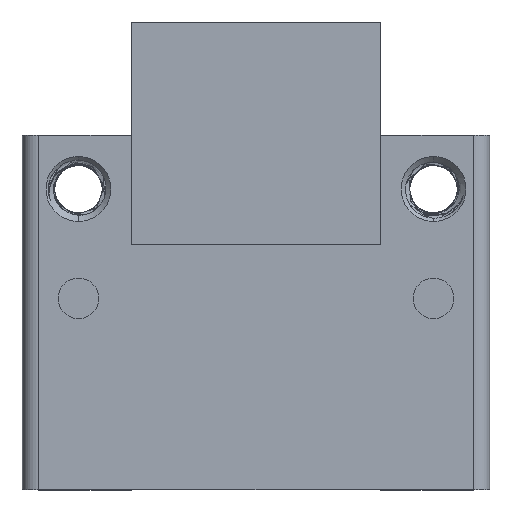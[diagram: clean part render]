
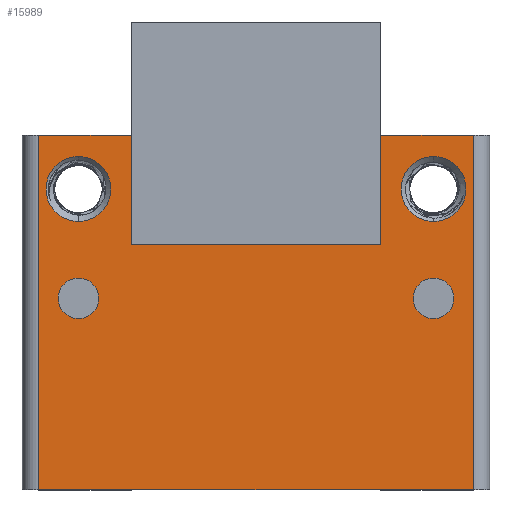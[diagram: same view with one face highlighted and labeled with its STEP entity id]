
A CAD part, top view. The second image highlights one B-rep face of the part: STEP entity #15989.
In plain terms, the highlighted planar face has unit normal (0, 0, 1).
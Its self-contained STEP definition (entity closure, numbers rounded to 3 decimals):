
#2202=DIRECTION('',(1.,0.,0.));
#2203=VECTOR('',#2202,2.29);
#2204=CARTESIAN_POINT('',(3.075,0.,0.));
#2205=LINE('',#2204,#2203);
#2236=DIRECTION('',(1.,0.,0.));
#2237=VECTOR('',#2236,10.73);
#2238=CARTESIAN_POINT('',(-5.365,-8.74,0.));
#2239=LINE('',#2238,#2237);
#2240=DIRECTION('',(-1.,0.,0.));
#2241=VECTOR('',#2240,6.15);
#2242=CARTESIAN_POINT('',(3.075,-2.68,0.));
#2243=LINE('',#2242,#2241);
#2244=DIRECTION('',(0.,-1.,0.));
#2245=VECTOR('',#2244,2.68);
#2246=CARTESIAN_POINT('',(3.075,0.,0.));
#2247=LINE('',#2246,#2245);
#2248=CARTESIAN_POINT('',(-4.38,-4.02,0.));
#2249=DIRECTION('',(0.,0.,-1.));
#2250=DIRECTION('',(0.,1.,0.));
#2251=AXIS2_PLACEMENT_3D('',#2248,#2249,#2250);
#2253=CARTESIAN_POINT('',(-4.38,-4.02,0.));
#2254=DIRECTION('',(0.,0.,-1.));
#2255=DIRECTION('',(0.,-1.,0.));
#2256=AXIS2_PLACEMENT_3D('',#2253,#2254,#2255);
#2258=CARTESIAN_POINT('',(4.38,-4.02,0.));
#2259=DIRECTION('',(0.,0.,-1.));
#2260=DIRECTION('',(0.,1.,0.));
#2261=AXIS2_PLACEMENT_3D('',#2258,#2259,#2260);
#2263=CARTESIAN_POINT('',(4.38,-4.02,0.));
#2264=DIRECTION('',(0.,0.,-1.));
#2265=DIRECTION('',(0.,-1.,0.));
#2266=AXIS2_PLACEMENT_3D('',#2263,#2264,#2265);
#2268=CARTESIAN_POINT('',(-4.38,-1.32,0.));
#2269=DIRECTION('',(0.,0.,-1.));
#2270=DIRECTION('',(0.,1.,0.));
#2271=AXIS2_PLACEMENT_3D('',#2268,#2269,#2270);
#2273=CARTESIAN_POINT('',(-4.38,-1.32,0.));
#2274=DIRECTION('',(0.,0.,-1.));
#2275=DIRECTION('',(0.,-1.,0.));
#2276=AXIS2_PLACEMENT_3D('',#2273,#2274,#2275);
#2278=CARTESIAN_POINT('',(4.38,-1.32,0.));
#2279=DIRECTION('',(0.,0.,-1.));
#2280=DIRECTION('',(0.,1.,0.));
#2281=AXIS2_PLACEMENT_3D('',#2278,#2279,#2280);
#2283=CARTESIAN_POINT('',(4.38,-1.32,0.));
#2284=DIRECTION('',(0.,0.,-1.));
#2285=DIRECTION('',(0.,-1.,0.));
#2286=AXIS2_PLACEMENT_3D('',#2283,#2284,#2285);
#2292=DIRECTION('',(0.,1.,0.));
#2293=VECTOR('',#2292,8.74);
#2294=CARTESIAN_POINT('',(-5.365,-8.74,0.));
#2295=LINE('',#2294,#2293);
#2345=DIRECTION('',(1.,0.,0.));
#2346=VECTOR('',#2345,2.29);
#2347=CARTESIAN_POINT('',(-5.365,0.,0.));
#2348=LINE('',#2347,#2346);
#2683=DIRECTION('',(0.,-1.,0.));
#2684=VECTOR('',#2683,2.68);
#2685=CARTESIAN_POINT('',(-3.075,0.,0.));
#2686=LINE('',#2685,#2684);
#5123=DIRECTION('',(0.,-1.,0.));
#5124=VECTOR('',#5123,8.74);
#5125=CARTESIAN_POINT('',(5.365,0.,0.));
#5126=LINE('',#5125,#5124);
#10778=CARTESIAN_POINT('',(-5.365,-8.74,0.));
#10780=VERTEX_POINT('',#10778);
#10842=CARTESIAN_POINT('',(-5.365,0.,0.));
#10843=CARTESIAN_POINT('',(-3.075,0.,0.));
#10844=VERTEX_POINT('',#10842);
#10845=VERTEX_POINT('',#10843);
#10908=CARTESIAN_POINT('',(3.075,0.,0.));
#10910=VERTEX_POINT('',#10908);
#11098=CARTESIAN_POINT('',(5.365,-8.74,0.));
#11099=VERTEX_POINT('',#11098);
#11169=CARTESIAN_POINT('',(-4.38,-2.12,0.));
#11171=VERTEX_POINT('',#11169);
#11268=CARTESIAN_POINT('',(4.38,-2.12,0.));
#11269=CARTESIAN_POINT('',(4.38,-0.52,0.));
#11270=VERTEX_POINT('',#11268);
#11271=VERTEX_POINT('',#11269);
#11364=CARTESIAN_POINT('',(-4.38,-4.52,0.));
#11365=VERTEX_POINT('',#11364);
#11447=CARTESIAN_POINT('',(-4.38,-0.52,0.));
#11449=VERTEX_POINT('',#11447);
#11513=CARTESIAN_POINT('',(4.38,-3.52,0.));
#11514=VERTEX_POINT('',#11513);
#11568=CARTESIAN_POINT('',(-4.38,-3.52,0.));
#11569=VERTEX_POINT('',#11568);
#11653=CARTESIAN_POINT('',(3.075,-2.68,0.));
#11654=VERTEX_POINT('',#11653);
#11720=CARTESIAN_POINT('',(-3.075,-2.68,0.));
#11721=VERTEX_POINT('',#11720);
#11886=CARTESIAN_POINT('',(4.38,-4.52,0.));
#11887=VERTEX_POINT('',#11886);
#11927=CARTESIAN_POINT('',(5.365,0.,0.));
#11928=VERTEX_POINT('',#11927);
#15944=CARTESIAN_POINT('',(5.765,-8.74,0.));
#15945=DIRECTION('',(0.,0.,-1.));
#15946=DIRECTION('',(0.,-1.,0.));
#15947=AXIS2_PLACEMENT_3D('',#15944,#15945,#15946);
#15948=PLANE('',#15947);
#15949=ORIENTED_EDGE('',*,*,#15763,.F.);
#15951=ORIENTED_EDGE('',*,*,#15950,.T.);
#15953=ORIENTED_EDGE('',*,*,#15952,.T.);
#15955=ORIENTED_EDGE('',*,*,#15954,.T.);
#15957=ORIENTED_EDGE('',*,*,#15956,.F.);
#15959=ORIENTED_EDGE('',*,*,#15958,.F.);
#15960=ORIENTED_EDGE('',*,*,#15928,.T.);
#15962=ORIENTED_EDGE('',*,*,#15961,.T.);
#15963=EDGE_LOOP('',(#15949,#15951,#15953,#15955,#15957,#15959,#15960,#15962));
#15964=FACE_OUTER_BOUND('',#15963,.F.);
#15966=ORIENTED_EDGE('',*,*,#15965,.F.);
#15968=ORIENTED_EDGE('',*,*,#15967,.F.);
#15969=EDGE_LOOP('',(#15966,#15968));
#15970=FACE_BOUND('',#15969,.F.);
#15972=ORIENTED_EDGE('',*,*,#15971,.F.);
#15974=ORIENTED_EDGE('',*,*,#15973,.F.);
#15975=EDGE_LOOP('',(#15972,#15974));
#15976=FACE_BOUND('',#15975,.F.);
#15978=ORIENTED_EDGE('',*,*,#15977,.F.);
#15980=ORIENTED_EDGE('',*,*,#15979,.F.);
#15981=EDGE_LOOP('',(#15978,#15980));
#15982=FACE_BOUND('',#15981,.F.);
#15984=ORIENTED_EDGE('',*,*,#15983,.F.);
#15986=ORIENTED_EDGE('',*,*,#15985,.F.);
#15987=EDGE_LOOP('',(#15984,#15986));
#15988=FACE_BOUND('',#15987,.F.);
#2252=CIRCLE('',#2251,0.5);
#2257=CIRCLE('',#2256,0.5);
#2262=CIRCLE('',#2261,0.5);
#2267=CIRCLE('',#2266,0.5);
#2272=CIRCLE('',#2271,0.8);
#2277=CIRCLE('',#2276,0.8);
#2282=CIRCLE('',#2281,0.8);
#2287=CIRCLE('',#2286,0.8);
#15763=EDGE_CURVE('',#10780,#11099,#2239,.T.);
#15928=EDGE_CURVE('',#10910,#11928,#2205,.T.);
#15950=EDGE_CURVE('',#10780,#10844,#2295,.T.);
#15952=EDGE_CURVE('',#10844,#10845,#2348,.T.);
#15954=EDGE_CURVE('',#10845,#11721,#2686,.T.);
#15956=EDGE_CURVE('',#11654,#11721,#2243,.T.);
#15958=EDGE_CURVE('',#10910,#11654,#2247,.T.);
#15961=EDGE_CURVE('',#11928,#11099,#5126,.T.);
#15965=EDGE_CURVE('',#11569,#11365,#2252,.T.);
#15967=EDGE_CURVE('',#11365,#11569,#2257,.T.);
#15971=EDGE_CURVE('',#11514,#11887,#2262,.T.);
#15973=EDGE_CURVE('',#11887,#11514,#2267,.T.);
#15977=EDGE_CURVE('',#11449,#11171,#2272,.T.);
#15979=EDGE_CURVE('',#11171,#11449,#2277,.T.);
#15983=EDGE_CURVE('',#11271,#11270,#2282,.T.);
#15985=EDGE_CURVE('',#11270,#11271,#2287,.T.);
#15989=ADVANCED_FACE('',(#15964,#15970,#15976,#15982,#15988),#15948,.F.);
